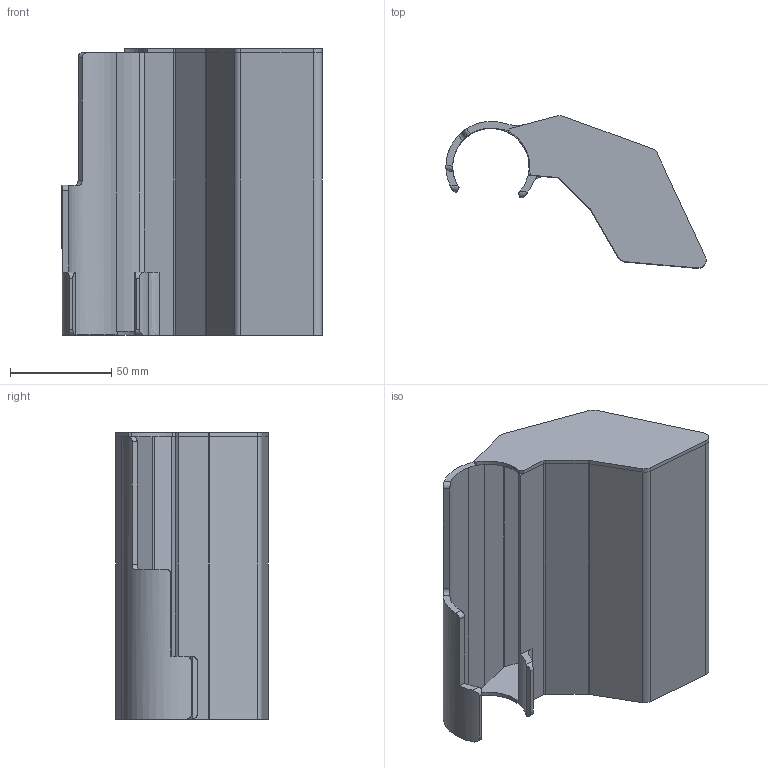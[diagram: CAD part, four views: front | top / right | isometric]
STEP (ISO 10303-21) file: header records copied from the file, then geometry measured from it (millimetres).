
FILE_DESCRIPTION(/* description */ (''),/* implementation_level */ '2;1');
FILE_NAME(/* name */ 'BrassCatcherExtended.step',/* time_stamp */ '2025-07-11T15:46:12-07:00',/* author */ (''),/* organization */ (''),/* preprocessor_version */ 'ST-DEVELOPER v20.1',/* originating_system */ 'Autodesk Translation Framework v14.10.0.0',/* authorisation */ '');
FILE_SCHEMA (('AUTOMOTIVE_DESIGN { 1 0 10303 214 3 1 1 }'));
Length unit declared in the file: millimetre
Products named in the file (1): BrassCatcher
Bounding box: 128.46 x 75.28 x 141.52 mm (x, y, z)
Volume: 99730.7 mm3; surface area: 94477.4 mm2
Topology: 2 solids, 2 shells, 72 faces, 205 edges, 137 vertices
Faces by surface type: plane 36, cylinder 31, bspline 5
Entity records: 2629 total; most frequent: CARTESIAN_POINT 741, ORIENTED_EDGE 410, DIRECTION 363, EDGE_CURVE 205, VERTEX_POINT 137, AXIS2_PLACEMENT_3D 123, LINE 117, VECTOR 117
